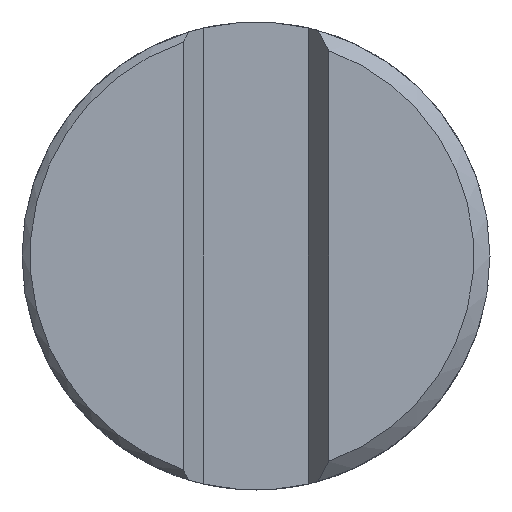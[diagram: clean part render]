
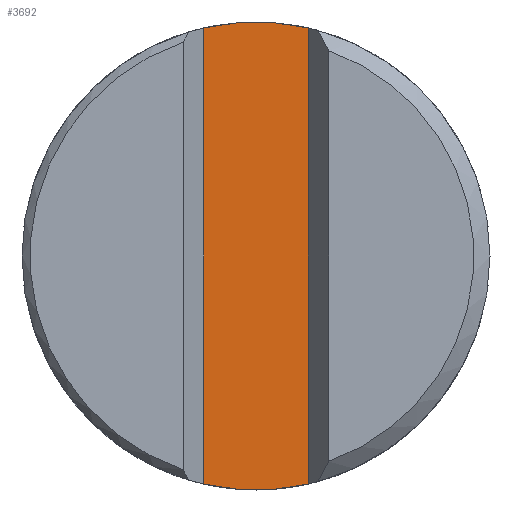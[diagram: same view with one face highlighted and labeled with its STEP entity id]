
A CAD part, front view. The second image highlights one B-rep face of the part: STEP entity #3692.
In plain terms, the highlighted planar face has unit normal (0, -1, 0).
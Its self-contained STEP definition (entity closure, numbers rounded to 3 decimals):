
#274 = CARTESIAN_POINT ( 'NONE',  ( 0.65, 0.375, -3.481 ) ) ;
#438 = EDGE_CURVE ( 'NONE', #796, #8123, #5492, .T. ) ;
#448 = AXIS2_PLACEMENT_3D ( 'NONE', #1956, #6315, #7708 ) ;
#523 = AXIS2_PLACEMENT_3D ( 'NONE', #4740, #1045, #5520 ) ;
#796 = VERTEX_POINT ( 'NONE', #6486 ) ;
#970 = DIRECTION ( 'NONE',  ( 0., 0., 1. ) ) ;
#1045 = DIRECTION ( 'NONE',  ( 0., 1., 0. ) ) ;
#1521 = EDGE_CURVE ( 'NONE', #3200, #8123, #8164, .T. ) ;
#1744 = CIRCLE ( 'NONE', #523, 2.9 ) ;
#1920 = DIRECTION ( 'NONE',  ( 0., 0., 1. ) ) ;
#1956 = CARTESIAN_POINT ( 'NONE',  ( 0., 0.375, 0. ) ) ;
#2283 = CARTESIAN_POINT ( 'NONE',  ( 0.65, 0.375, -2.826 ) ) ;
#2330 = AXIS2_PLACEMENT_3D ( 'NONE', #274, #5487, #6165 ) ;
#2574 = CARTESIAN_POINT ( 'NONE',  ( -0.65, 0.375, 2.826 ) ) ;
#2676 = LINE ( 'NONE', #5406, #3100 ) ;
#2778 = FACE_OUTER_BOUND ( 'NONE', #4542, .T. ) ;
#2943 = ORIENTED_EDGE ( 'NONE', *, *, #1521, .F. ) ;
#3100 = VECTOR ( 'NONE', #1920, 1000. ) ;
#3200 = VERTEX_POINT ( 'NONE', #2574 ) ;
#3692 = ADVANCED_FACE ( 'NONE', ( #2778 ), #7386, .F. ) ;
#4471 = CARTESIAN_POINT ( 'NONE',  ( 0.65, 0.375, 2.826 ) ) ;
#4542 = EDGE_LOOP ( 'NONE', ( #2943, #7949, #5231, #6748 ) ) ;
#4740 = CARTESIAN_POINT ( 'NONE',  ( 0., 0.375, 0. ) ) ;
#5231 = ORIENTED_EDGE ( 'NONE', *, *, #5274, .F. ) ;
#5274 = EDGE_CURVE ( 'NONE', #796, #7340, #1744, .T. ) ;
#5337 = VECTOR ( 'NONE', #970, 1000. ) ;
#5406 = CARTESIAN_POINT ( 'NONE',  ( -0.65, 0.375, -2.826 ) ) ;
#5487 = DIRECTION ( 'NONE',  ( 0., 1., 0. ) ) ;
#5492 = LINE ( 'NONE', #2283, #5337 ) ;
#5520 = DIRECTION ( 'NONE',  ( 0.224, 0., -0.975 ) ) ;
#5831 = CARTESIAN_POINT ( 'NONE',  ( -0.65, 0.375, -2.826 ) ) ;
#5853 = EDGE_CURVE ( 'NONE', #7340, #3200, #2676, .T. ) ;
#6165 = DIRECTION ( 'NONE',  ( 1., 0., 0. ) ) ;
#6315 = DIRECTION ( 'NONE',  ( 0., 1., 0. ) ) ;
#6486 = CARTESIAN_POINT ( 'NONE',  ( 0.65, 0.375, -2.826 ) ) ;
#6748 = ORIENTED_EDGE ( 'NONE', *, *, #438, .T. ) ;
#7340 = VERTEX_POINT ( 'NONE', #5831 ) ;
#7386 = PLANE ( 'NONE',  #2330 ) ;
#7708 = DIRECTION ( 'NONE',  ( -0.224, 0., 0.975 ) ) ;
#7949 = ORIENTED_EDGE ( 'NONE', *, *, #5853, .F. ) ;
#8123 = VERTEX_POINT ( 'NONE', #4471 ) ;
#8164 = CIRCLE ( 'NONE', #448, 2.9 ) ;
